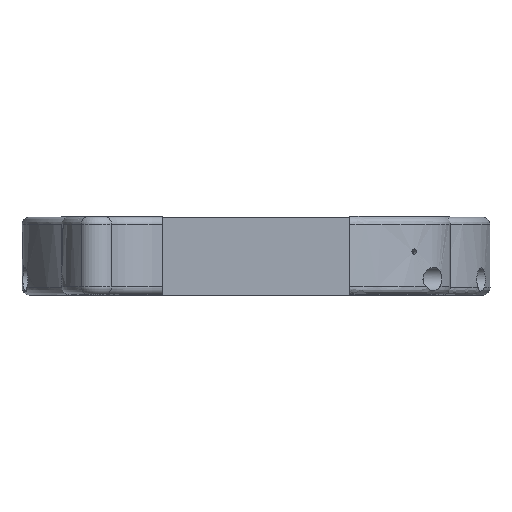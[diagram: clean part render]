
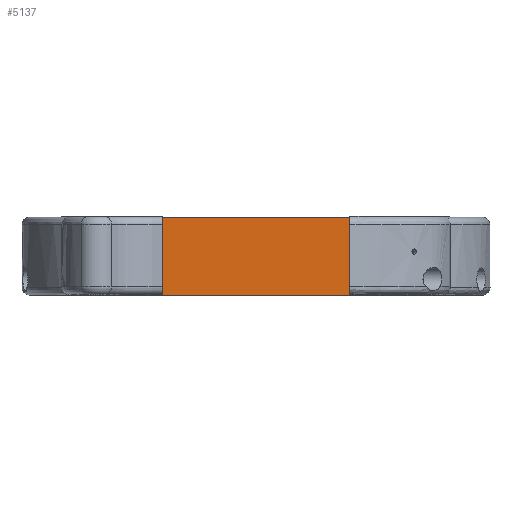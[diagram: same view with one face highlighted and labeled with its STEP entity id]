
A CAD part, top view. The second image highlights one B-rep face of the part: STEP entity #5137.
In plain terms, the highlighted planar face has unit normal (0, 0, 1).
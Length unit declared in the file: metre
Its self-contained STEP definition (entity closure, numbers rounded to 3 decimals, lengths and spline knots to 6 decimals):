
#570=PLANE('',#5532);
#848=ORIENTED_EDGE('',*,*,#2385,.F.);
#849=ORIENTED_EDGE('',*,*,#2386,.F.);
#850=ORIENTED_EDGE('',*,*,#2387,.T.);
#851=ORIENTED_EDGE('',*,*,#2384,.T.);
#2384=EDGE_CURVE('',#3149,#3152,#3668,.T.);
#2385=EDGE_CURVE('',#3153,#3152,#3669,.T.);
#2386=EDGE_CURVE('',#3154,#3153,#3670,.T.);
#2387=EDGE_CURVE('',#3154,#3149,#3671,.T.);
#3149=VERTEX_POINT('',#7691);
#3152=VERTEX_POINT('',#7706);
#3153=VERTEX_POINT('',#7710);
#3154=VERTEX_POINT('',#7712);
#3668=LINE('',#7707,#3919);
#3669=LINE('',#7709,#3920);
#3670=LINE('',#7711,#3921);
#3671=LINE('',#7713,#3922);
#3919=VECTOR('',#6147,1.);
#3920=VECTOR('',#6150,1.);
#3921=VECTOR('',#6151,1.);
#3922=VECTOR('',#6152,1.);
#4172=EDGE_LOOP('',(#848,#849,#850,#851));
#4643=FACE_BOUND('',#4172,.T.);
#5137=ADVANCED_FACE('',(#4643),#570,.T.);
#5532=AXIS2_PLACEMENT_3D('',#7708,#6148,#6149);
#6147=DIRECTION('',(0.,-1.,0.));
#6148=DIRECTION('',(0.,0.,1.));
#6149=DIRECTION('',(1.,0.,0.));
#6150=DIRECTION('',(-1.,0.,0.));
#6151=DIRECTION('',(0.,-1.,0.));
#6152=DIRECTION('',(-1.,0.,0.));
#7691=CARTESIAN_POINT('',(-0.6518,0.039081,0.));
#7706=CARTESIAN_POINT('',(-0.6518,-0.010919,0.));
#7707=CARTESIAN_POINT('',(-0.6518,0.039081,0.));
#7708=CARTESIAN_POINT('',(-0.5918,0.039081,0.));
#7709=CARTESIAN_POINT('',(-0.5918,-0.010919,0.));
#7710=CARTESIAN_POINT('',(-0.5318,-0.010919,0.));
#7711=CARTESIAN_POINT('',(-0.5318,0.039081,0.));
#7712=CARTESIAN_POINT('',(-0.5318,0.039081,0.));
#7713=CARTESIAN_POINT('',(-0.5918,0.039081,0.));
